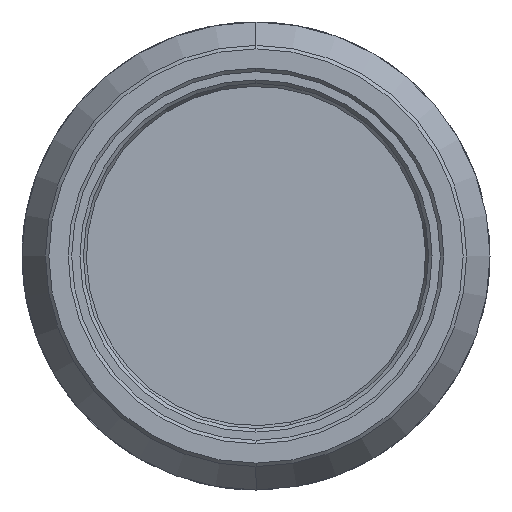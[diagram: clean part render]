
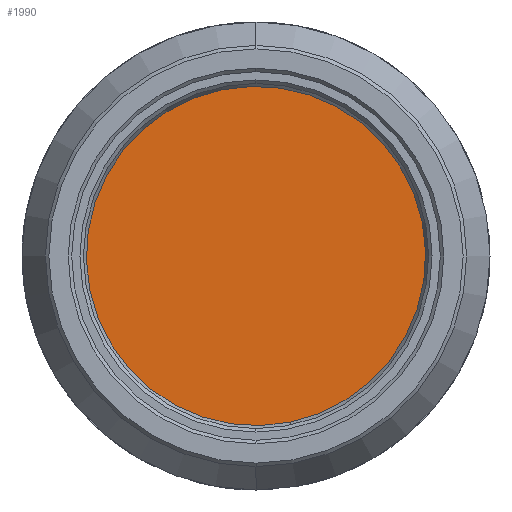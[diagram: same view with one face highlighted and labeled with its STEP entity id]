
A CAD part, left-side view. The second image highlights one B-rep face of the part: STEP entity #1990.
In plain terms, the highlighted planar face has unit normal (-1, 0, 0).
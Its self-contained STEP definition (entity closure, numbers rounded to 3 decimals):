
#46 = DIRECTION ( 'NONE',  ( 0., 0., 1. ) ) ;
#183 = DIRECTION ( 'NONE',  ( 0., 0., 1. ) ) ;
#194 = FACE_OUTER_BOUND ( 'NONE', #5129, .T. ) ;
#299 = CIRCLE ( 'NONE', #2325, 14.5 ) ;
#1213 = CARTESIAN_POINT ( 'NONE',  ( 4.381, 0., 0. ) ) ;
#1694 = EDGE_CURVE ( 'NONE', #4502, #6088, #299, .T. ) ;
#1814 = ORIENTED_EDGE ( 'NONE', *, *, #6861, .F. ) ;
#1990 = ADVANCED_FACE ( 'NONE', ( #194 ), #5757, .T. ) ;
#2325 = AXIS2_PLACEMENT_3D ( 'NONE', #2586, #7270, #183 ) ;
#2586 = CARTESIAN_POINT ( 'NONE',  ( 4.381, 0., 0. ) ) ;
#3557 = DIRECTION ( 'NONE',  ( 0., 0., 1. ) ) ;
#3609 = DIRECTION ( 'NONE',  ( 1., 0., 0. ) ) ;
#3880 = CARTESIAN_POINT ( 'NONE',  ( 4.381, 2.924, 14.202 ) ) ;
#4085 = ORIENTED_EDGE ( 'NONE', *, *, #1694, .F. ) ;
#4295 = CARTESIAN_POINT ( 'NONE',  ( 4.381, -2.924, -14.202 ) ) ;
#4502 = VERTEX_POINT ( 'NONE', #4295 ) ;
#4627 = CIRCLE ( 'NONE', #6766, 14.5 ) ;
#5129 = EDGE_LOOP ( 'NONE', ( #1814, #4085 ) ) ;
#5232 = CARTESIAN_POINT ( 'NONE',  ( 4.381, 0., 0. ) ) ;
#5700 = AXIS2_PLACEMENT_3D ( 'NONE', #5232, #5834, #3557 ) ;
#5757 = PLANE ( 'NONE',  #5700 ) ;
#5834 = DIRECTION ( 'NONE',  ( -1., 0., 0. ) ) ;
#6088 = VERTEX_POINT ( 'NONE', #3880 ) ;
#6766 = AXIS2_PLACEMENT_3D ( 'NONE', #1213, #3609, #46 ) ;
#6861 = EDGE_CURVE ( 'NONE', #6088, #4502, #4627, .T. ) ;
#7270 = DIRECTION ( 'NONE',  ( 1., 0., 0. ) ) ;
